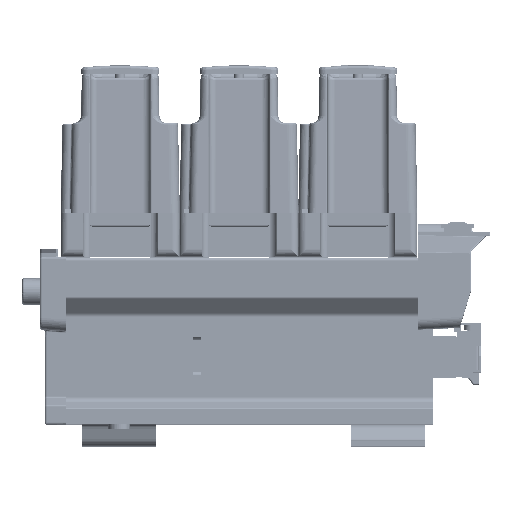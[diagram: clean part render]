
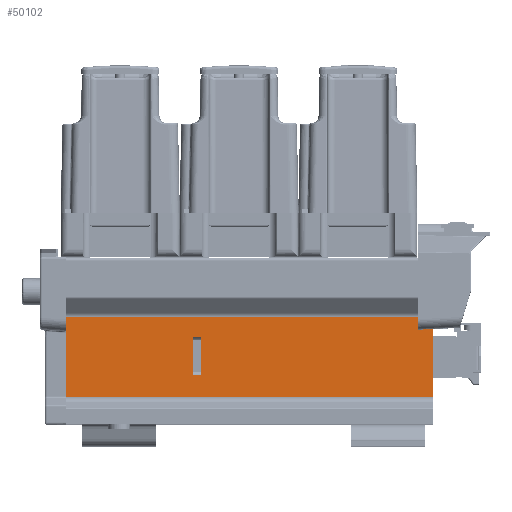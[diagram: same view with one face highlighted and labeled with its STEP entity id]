
A CAD part, top view. The second image highlights one B-rep face of the part: STEP entity #50102.
In plain terms, the highlighted face is planar.
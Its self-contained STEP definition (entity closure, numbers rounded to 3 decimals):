
#45589=DIRECTION('',(0.,1.,0.));
#45590=VECTOR('',#45589,53.871);
#45591=CARTESIAN_POINT('',(1.75,-37.35,0.));
#45592=LINE('',#45591,#45590);
#47275=DIRECTION('',(0.,0.,1.));
#47276=VECTOR('',#47275,248.);
#47277=CARTESIAN_POINT('',(1.75,16.52,0.));
#47278=LINE('',#47277,#47276);
#47283=DIRECTION('',(0.,1.,0.));
#47284=VECTOR('',#47283,53.871);
#47285=CARTESIAN_POINT('',(1.75,-37.35,248.));
#47286=LINE('',#47285,#47284);
#47287=DIRECTION('',(0.,-1.,0.));
#47288=VECTOR('',#47287,25.5);
#47289=CARTESIAN_POINT('',(1.75,2.75,160.5));
#47290=LINE('',#47289,#47288);
#47295=DIRECTION('',(0.,0.,-1.));
#47296=VECTOR('',#47295,248.);
#47297=CARTESIAN_POINT('',(1.75,-37.35,248.));
#47298=LINE('',#47297,#47296);
#47533=DIRECTION('',(0.,0.,-1.));
#47534=VECTOR('',#47533,5.);
#47535=CARTESIAN_POINT('',(1.75,2.75,160.5));
#47536=LINE('',#47535,#47534);
#47541=DIRECTION('',(0.,-1.,0.));
#47542=VECTOR('',#47541,25.5);
#47543=CARTESIAN_POINT('',(1.75,2.75,155.5));
#47544=LINE('',#47543,#47542);
#47559=DIRECTION('',(0.,0.,1.));
#47560=VECTOR('',#47559,5.);
#47561=CARTESIAN_POINT('',(1.75,-22.75,155.5));
#47562=LINE('',#47561,#47560);
#47720=CARTESIAN_POINT('',(1.75,-37.35,0.));
#47721=VERTEX_POINT('',#47720);
#47722=CARTESIAN_POINT('',(1.75,16.52,0.));
#47723=VERTEX_POINT('',#47722);
#48132=CARTESIAN_POINT('',(1.75,16.52,248.));
#48133=VERTEX_POINT('',#48132);
#48134=CARTESIAN_POINT('',(1.75,-37.35,248.));
#48135=VERTEX_POINT('',#48134);
#48263=CARTESIAN_POINT('',(1.75,2.75,160.5));
#48264=CARTESIAN_POINT('',(1.75,-22.75,160.5));
#48265=VERTEX_POINT('',#48263);
#48266=VERTEX_POINT('',#48264);
#48267=CARTESIAN_POINT('',(1.75,-22.75,155.5));
#48268=VERTEX_POINT('',#48267);
#48269=CARTESIAN_POINT('',(1.75,2.75,155.5));
#48270=VERTEX_POINT('',#48269);
#50080=CARTESIAN_POINT('',(1.75,17.976,248.));
#50081=DIRECTION('',(-1.,0.,0.));
#50082=DIRECTION('',(0.,-1.,0.));
#50083=AXIS2_PLACEMENT_3D('',#50080,#50081,#50082);
#50084=PLANE('',#50083);
#50085=ORIENTED_EDGE('',*,*,#50072,.F.);
#50086=ORIENTED_EDGE('',*,*,#48426,.F.);
#50088=ORIENTED_EDGE('',*,*,#50087,.F.);
#50089=ORIENTED_EDGE('',*,*,#48874,.T.);
#50090=EDGE_LOOP('',(#50085,#50086,#50088,#50089));
#50091=FACE_OUTER_BOUND('',#50090,.F.);
#50093=ORIENTED_EDGE('',*,*,#50092,.T.);
#50095=ORIENTED_EDGE('',*,*,#50094,.F.);
#50097=ORIENTED_EDGE('',*,*,#50096,.F.);
#50099=ORIENTED_EDGE('',*,*,#50098,.F.);
#50100=EDGE_LOOP('',(#50093,#50095,#50097,#50099));
#50101=FACE_BOUND('',#50100,.F.);
#48426=EDGE_CURVE('',#47721,#47723,#45592,.T.);
#48874=EDGE_CURVE('',#48135,#48133,#47286,.T.);
#50072=EDGE_CURVE('',#47723,#48133,#47278,.T.);
#50087=EDGE_CURVE('',#48135,#47721,#47298,.T.);
#50092=EDGE_CURVE('',#48265,#48266,#47290,.T.);
#50094=EDGE_CURVE('',#48268,#48266,#47562,.T.);
#50096=EDGE_CURVE('',#48270,#48268,#47544,.T.);
#50098=EDGE_CURVE('',#48265,#48270,#47536,.T.);
#50102=ADVANCED_FACE('',(#50091,#50101),#50084,.F.);
